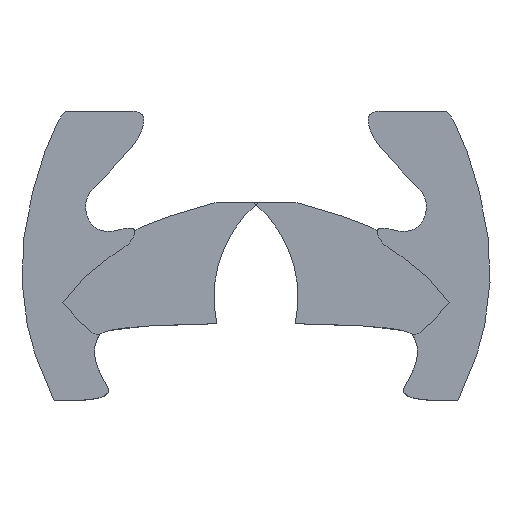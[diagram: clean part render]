
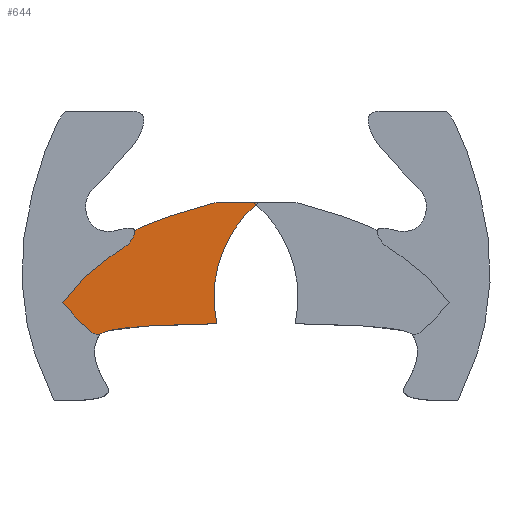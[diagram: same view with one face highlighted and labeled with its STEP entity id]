
A CAD part, front view. The second image highlights one B-rep face of the part: STEP entity #644.
In plain terms, the highlighted planar face has unit normal (0, -1, 0).
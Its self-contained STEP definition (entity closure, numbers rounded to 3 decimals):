
#13=CIRCLE('',#686,70.);
#31=PLANE('',#689);
#56=FACE_OUTER_BOUND('',#96,.T.);
#96=EDGE_LOOP('',(#495,#496,#497,#498,#499,#500));
#207=(
BOUNDED_CURVE()
B_SPLINE_CURVE(5,(#1610,#1611,#1612,#1613,#1614,#1615,#1616,#1617,#1618,
#1619,#1620,#1621,#1622,#1623,#1624,#1625,#1626,#1627,#1628,#1629),
 .UNSPECIFIED.,.F.,.F.)
B_SPLINE_CURVE_WITH_KNOTS((6,1,1,1,1,1,1,1,1,1,1,1,1,1,1,6),(0.,0.067,
0.133,0.2,0.267,0.333,0.4,0.467,
0.533,0.6,0.667,0.733,0.8,0.867,
0.933,1.),.UNSPECIFIED.)
CURVE()
GEOMETRIC_REPRESENTATION_ITEM()
RATIONAL_B_SPLINE_CURVE((1.,1.,1.,1.,1.,1.,1.,1.,1.,1.,1.,1.,1.,1.,1.,1.,
1.,1.,1.,1.))
REPRESENTATION_ITEM('')
);
#209=(
BOUNDED_CURVE()
B_SPLINE_CURVE(5,(#1711,#1712,#1713,#1714,#1715,#1716,#1717,#1718,#1719,
#1720,#1721,#1722,#1723,#1724,#1725,#1726,#1727,#1728,#1729,#1730,#1731,
#1732,#1733,#1734,#1735),.UNSPECIFIED.,.F.,.F.)
B_SPLINE_CURVE_WITH_KNOTS((6,1,1,1,1,1,1,1,1,1,1,1,1,1,1,1,1,1,1,1,6),(0.047,
0.05,0.1,0.15,0.2,0.25,0.3,0.35,0.4,0.45,0.5,0.55,0.6,0.65,0.7,0.75,0.8,
0.85,0.9,0.95,1.),.UNSPECIFIED.)
CURVE()
GEOMETRIC_REPRESENTATION_ITEM()
RATIONAL_B_SPLINE_CURVE((1.,1.,1.,1.,1.,1.,1.,1.,1.,1.,1.,1.,1.,1.,1.,1.,
1.,1.,1.,1.,1.,1.,1.,1.,1.))
REPRESENTATION_ITEM('')
);
#211=(
BOUNDED_CURVE()
B_SPLINE_CURVE(5,(#1776,#1777,#1778,#1779,#1780,#1781),.UNSPECIFIED.,.F.,
 .F.)
B_SPLINE_CURVE_WITH_KNOTS((6,6),(0.,0.065),.UNSPECIFIED.)
CURVE()
GEOMETRIC_REPRESENTATION_ITEM()
RATIONAL_B_SPLINE_CURVE((1.,1.,1.,1.,1.,1.))
REPRESENTATION_ITEM('')
);
#213=(
BOUNDED_CURVE()
B_SPLINE_CURVE(5,(#1851,#1852,#1853,#1854,#1855,#1856,#1857,#1858,#1859,
#1860,#1861,#1862,#1863,#1864,#1865,#1866,#1867,#1868,#1869,#1870,#1871,
#1872,#1873,#1874,#1875,#1876,#1877,#1878,#1879,#1880),.UNSPECIFIED.,.F.,
 .F.)
B_SPLINE_CURVE_WITH_KNOTS((6,1,1,1,1,1,1,1,1,1,1,1,1,1,1,1,1,1,1,1,1,1,
1,1,1,6),(0.,0.04,0.08,0.12,0.16,0.2,0.24,0.28,0.32,0.36,0.4,0.44,0.48,
0.52,0.56,0.6,0.64,0.68,0.72,0.76,0.8,0.84,0.88,0.92,0.96,1.),
 .UNSPECIFIED.)
CURVE()
GEOMETRIC_REPRESENTATION_ITEM()
RATIONAL_B_SPLINE_CURVE((1.,1.,1.,1.,1.,1.,1.,1.,1.,1.,1.,1.,1.,1.,1.,1.,
1.,1.,1.,1.,1.,1.,1.,1.,1.,1.,1.,1.,1.,1.))
REPRESENTATION_ITEM('')
);
#215=(
BOUNDED_CURVE()
B_SPLINE_CURVE(5,(#1953,#1954,#1955,#1956,#1957,#1958,#1959,#1960,#1961,
#1962,#1963,#1964,#1965,#1966,#1967,#1968,#1969,#1970,#1971,#1972),
 .UNSPECIFIED.,.F.,.F.)
B_SPLINE_CURVE_WITH_KNOTS((6,1,1,1,1,1,1,1,1,1,1,1,1,1,1,6),(0.,0.067,
0.133,0.2,0.267,0.333,0.4,0.467,
0.533,0.6,0.667,0.733,0.8,0.867,
0.933,1.),.UNSPECIFIED.)
CURVE()
GEOMETRIC_REPRESENTATION_ITEM()
RATIONAL_B_SPLINE_CURVE((1.,1.,1.,1.,1.,1.,1.,1.,1.,1.,1.,1.,1.,1.,1.,1.,
1.,1.,1.,1.))
REPRESENTATION_ITEM('')
);
#265=VERTEX_POINT('',#1608);
#266=VERTEX_POINT('',#1609);
#269=VERTEX_POINT('',#1655);
#271=VERTEX_POINT('',#1710);
#273=VERTEX_POINT('',#1775);
#275=VERTEX_POINT('',#1850);
#339=EDGE_CURVE('',#265,#266,#207,.T.);
#343=EDGE_CURVE('',#266,#269,#13,.T.);
#346=EDGE_CURVE('',#271,#269,#209,.T.);
#349=EDGE_CURVE('',#273,#271,#211,.T.);
#352=EDGE_CURVE('',#275,#273,#213,.T.);
#355=EDGE_CURVE('',#265,#275,#215,.T.);
#495=ORIENTED_EDGE('',*,*,#355,.F.);
#496=ORIENTED_EDGE('',*,*,#339,.T.);
#497=ORIENTED_EDGE('',*,*,#343,.T.);
#498=ORIENTED_EDGE('',*,*,#346,.F.);
#499=ORIENTED_EDGE('',*,*,#349,.F.);
#500=ORIENTED_EDGE('',*,*,#352,.F.);
#644=ADVANCED_FACE('',(#56),#31,.F.);
#686=AXIS2_PLACEMENT_3D('',#1656,#722,#723);
#689=AXIS2_PLACEMENT_3D('',#1994,#732,#733);
#722=DIRECTION('center_axis',(0.,1.,0.));
#723=DIRECTION('ref_axis',(1.,0.,0.));
#732=DIRECTION('center_axis',(0.,1.,0.));
#733=DIRECTION('ref_axis',(1.,0.,0.));
#1608=CARTESIAN_POINT('',(-89.,0.,-21.));
#1609=CARTESIAN_POINT('',(-22.347,0.,-15.123));
#1610=CARTESIAN_POINT('Ctrl Pts',(-89.,0.,-21.));
#1611=CARTESIAN_POINT('Ctrl Pts',(-88.657,0.,-20.809));
#1612=CARTESIAN_POINT('Ctrl Pts',(-87.916,0.,-20.436));
#1613=CARTESIAN_POINT('Ctrl Pts',(-86.637,0.,-19.905));
#1614=CARTESIAN_POINT('Ctrl Pts',(-84.594,0.,-19.252));
#1615=CARTESIAN_POINT('Ctrl Pts',(-81.475,0.,-18.532));
#1616=CARTESIAN_POINT('Ctrl Pts',(-77.801,0.,-17.908));
#1617=CARTESIAN_POINT('Ctrl Pts',(-73.619,0.,-17.374));
#1618=CARTESIAN_POINT('Ctrl Pts',(-69.01,0.,-16.924));
#1619=CARTESIAN_POINT('Ctrl Pts',(-64.074,0.,-16.547));
#1620=CARTESIAN_POINT('Ctrl Pts',(-58.915,0.,-16.233));
#1621=CARTESIAN_POINT('Ctrl Pts',(-53.631,0.,-15.972));
#1622=CARTESIAN_POINT('Ctrl Pts',(-48.304,0.,-15.753));
#1623=CARTESIAN_POINT('Ctrl Pts',(-42.989,0.,-15.571));
#1624=CARTESIAN_POINT('Ctrl Pts',(-37.721,0.,-15.419));
#1625=CARTESIAN_POINT('Ctrl Pts',(-32.517,0.,-15.294));
#1626=CARTESIAN_POINT('Ctrl Pts',(-28.412,0.,-15.214));
#1627=CARTESIAN_POINT('Ctrl Pts',(-25.367,0.,-15.164));
#1628=CARTESIAN_POINT('Ctrl Pts',(-23.351,0.,-15.136));
#1629=CARTESIAN_POINT('Ctrl Pts',(-22.347,0.,-15.123));
#1655=CARTESIAN_POINT('',(1.458,0.,54.));
#1656=CARTESIAN_POINT('Origin',(46.,0.,0.));
#1710=CARTESIAN_POINT('',(-68.954,0.,37.657));
#1711=CARTESIAN_POINT('Ctrl Pts',(-68.954,0.,37.657));
#1712=CARTESIAN_POINT('Ctrl Pts',(-68.944,0.,37.669));
#1713=CARTESIAN_POINT('Ctrl Pts',(-68.792,0.,37.855));
#1714=CARTESIAN_POINT('Ctrl Pts',(-68.347,0.,38.253));
#1715=CARTESIAN_POINT('Ctrl Pts',(-67.255,0.,38.95));
#1716=CARTESIAN_POINT('Ctrl Pts',(-64.966,0.,40.081));
#1717=CARTESIAN_POINT('Ctrl Pts',(-60.929,0.,41.764));
#1718=CARTESIAN_POINT('Ctrl Pts',(-55.931,0.,43.662));
#1719=CARTESIAN_POINT('Ctrl Pts',(-50.322,0.,45.666));
#1720=CARTESIAN_POINT('Ctrl Pts',(-44.497,0.,47.656));
#1721=CARTESIAN_POINT('Ctrl Pts',(-38.852,0.,49.509));
#1722=CARTESIAN_POINT('Ctrl Pts',(-33.738,0.,51.115));
#1723=CARTESIAN_POINT('Ctrl Pts',(-29.416,0.,52.388));
#1724=CARTESIAN_POINT('Ctrl Pts',(-26.013,0.,53.282));
#1725=CARTESIAN_POINT('Ctrl Pts',(-23.465,0.,53.804));
#1726=CARTESIAN_POINT('Ctrl Pts',(-21.495,0.,54.023));
#1727=CARTESIAN_POINT('Ctrl Pts',(-19.733,0.,54.04));
#1728=CARTESIAN_POINT('Ctrl Pts',(-17.794,0.,53.958));
#1729=CARTESIAN_POINT('Ctrl Pts',(-15.393,0.,53.857));
#1730=CARTESIAN_POINT('Ctrl Pts',(-12.356,0.,53.786));
#1731=CARTESIAN_POINT('Ctrl Pts',(-8.589,0.,53.776));
#1732=CARTESIAN_POINT('Ctrl Pts',(-4.958,0.,53.827));
#1733=CARTESIAN_POINT('Ctrl Pts',(-1.886,0.,53.9));
#1734=CARTESIAN_POINT('Ctrl Pts',(0.318,0.,53.964));
#1735=CARTESIAN_POINT('Ctrl Pts',(1.458,0.,54.));
#1775=CARTESIAN_POINT('',(-69.,0.,37.));
#1776=CARTESIAN_POINT('Ctrl Pts',(-69.,0.,37.));
#1777=CARTESIAN_POINT('Ctrl Pts',(-68.973,0.,37.143));
#1778=CARTESIAN_POINT('Ctrl Pts',(-68.955,0.,37.28));
#1779=CARTESIAN_POINT('Ctrl Pts',(-68.945,0.,37.411));
#1780=CARTESIAN_POINT('Ctrl Pts',(-68.945,0.,37.537));
#1781=CARTESIAN_POINT('Ctrl Pts',(-68.954,0.,37.657));
#1850=CARTESIAN_POINT('',(-110.,0.,-3.));
#1851=CARTESIAN_POINT('Ctrl Pts',(-110.,0.,-3.));
#1852=CARTESIAN_POINT('Ctrl Pts',(-109.682,0.,-2.57));
#1853=CARTESIAN_POINT('Ctrl Pts',(-109.045,0.,-1.717));
#1854=CARTESIAN_POINT('Ctrl Pts',(-108.091,0.,-0.459));
#1855=CARTESIAN_POINT('Ctrl Pts',(-106.817,0.,1.178));
#1856=CARTESIAN_POINT('Ctrl Pts',(-105.224,0.,3.155));
#1857=CARTESIAN_POINT('Ctrl Pts',(-103.624,0.,5.065));
#1858=CARTESIAN_POINT('Ctrl Pts',(-102.008,0.,6.913));
#1859=CARTESIAN_POINT('Ctrl Pts',(-100.363,0.,8.707));
#1860=CARTESIAN_POINT('Ctrl Pts',(-98.664,0.,10.46));
#1861=CARTESIAN_POINT('Ctrl Pts',(-96.882,0.,12.192));
#1862=CARTESIAN_POINT('Ctrl Pts',(-94.989,0.,13.918));
#1863=CARTESIAN_POINT('Ctrl Pts',(-92.963,0.,15.653));
#1864=CARTESIAN_POINT('Ctrl Pts',(-90.798,0.,17.401));
#1865=CARTESIAN_POINT('Ctrl Pts',(-88.509,0.,19.154));
#1866=CARTESIAN_POINT('Ctrl Pts',(-86.142,0.,20.882));
#1867=CARTESIAN_POINT('Ctrl Pts',(-83.766,0.,22.544));
#1868=CARTESIAN_POINT('Ctrl Pts',(-81.463,0.,24.097));
#1869=CARTESIAN_POINT('Ctrl Pts',(-79.312,0.,25.505));
#1870=CARTESIAN_POINT('Ctrl Pts',(-77.378,0.,26.75));
#1871=CARTESIAN_POINT('Ctrl Pts',(-75.7,0.,27.843));
#1872=CARTESIAN_POINT('Ctrl Pts',(-74.277,0.,28.838));
#1873=CARTESIAN_POINT('Ctrl Pts',(-73.076,0.,29.817));
#1874=CARTESIAN_POINT('Ctrl Pts',(-72.047,0.,30.869));
#1875=CARTESIAN_POINT('Ctrl Pts',(-71.146,0.,32.072));
#1876=CARTESIAN_POINT('Ctrl Pts',(-70.343,0.,33.474));
#1877=CARTESIAN_POINT('Ctrl Pts',(-69.767,0.,34.772));
#1878=CARTESIAN_POINT('Ctrl Pts',(-69.37,0.,35.847));
#1879=CARTESIAN_POINT('Ctrl Pts',(-69.121,0.,36.608));
#1880=CARTESIAN_POINT('Ctrl Pts',(-69.,0.,37.));
#1953=CARTESIAN_POINT('Ctrl Pts',(-89.,0.,-21.));
#1954=CARTESIAN_POINT('Ctrl Pts',(-89.129,0.,-21.033));
#1955=CARTESIAN_POINT('Ctrl Pts',(-89.392,0.,-21.088));
#1956=CARTESIAN_POINT('Ctrl Pts',(-89.804,0.,-21.137));
#1957=CARTESIAN_POINT('Ctrl Pts',(-90.386,0.,-21.136));
#1958=CARTESIAN_POINT('Ctrl Pts',(-91.172,0.,-21.017));
#1959=CARTESIAN_POINT('Ctrl Pts',(-92.028,0.,-20.762));
#1960=CARTESIAN_POINT('Ctrl Pts',(-92.972,0.,-20.342));
#1961=CARTESIAN_POINT('Ctrl Pts',(-94.028,0.,-19.723));
#1962=CARTESIAN_POINT('Ctrl Pts',(-95.214,0.,-18.871));
#1963=CARTESIAN_POINT('Ctrl Pts',(-96.549,0.,-17.764));
#1964=CARTESIAN_POINT('Ctrl Pts',(-98.036,0.,-16.395));
#1965=CARTESIAN_POINT('Ctrl Pts',(-99.675,0.,-14.765));
#1966=CARTESIAN_POINT('Ctrl Pts',(-101.462,0.,-12.883));
#1967=CARTESIAN_POINT('Ctrl Pts',(-103.391,0.,-10.761));
#1968=CARTESIAN_POINT('Ctrl Pts',(-105.455,0.,-8.409));
#1969=CARTESIAN_POINT('Ctrl Pts',(-107.21,0.,-6.352));
#1970=CARTESIAN_POINT('Ctrl Pts',(-108.583,0.,-4.713));
#1971=CARTESIAN_POINT('Ctrl Pts',(-109.524,0.,-3.578));
#1972=CARTESIAN_POINT('Ctrl Pts',(-110.,0.,-3.));
#1994=CARTESIAN_POINT('Origin',(-54.271,0.,16.451));
